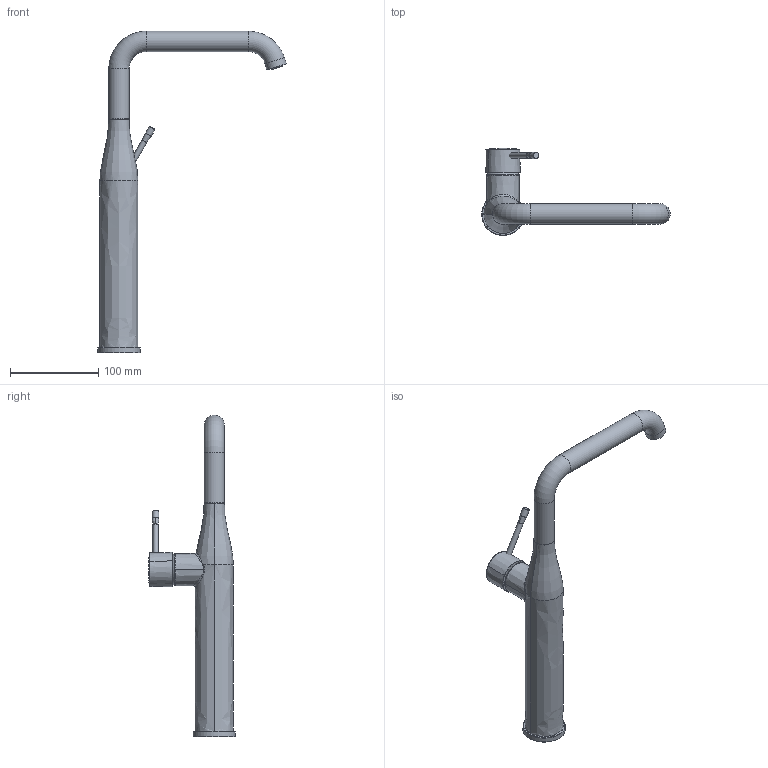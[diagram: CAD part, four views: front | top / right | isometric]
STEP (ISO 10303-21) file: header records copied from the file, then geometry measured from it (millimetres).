
FILE_DESCRIPTION(/* description */ ('Unknown'),/* implementation_level */ '2;1');
FILE_NAME(/* name */ '32901001',/* time_stamp */ '2022-08-29T09:14:46+02:00',/* author */ ('Unknown'),/* organization */ ('GROHE AG'),/* preprocessor_version */ 'ST-DEVELOPER v16.7',/* originating_system */ 'DEX',/* authorisation */ $);
FILE_SCHEMA (('AUTOMOTIVE_DESIGN {1 0 10303 214 3 1 1}'));
Length unit declared in the file: millimetre
Products named in the file (6): 32901001; id50; 140311 EssPu_Basin Vessel Body-20mm; 42.0251.01000 for customer; A4286221-2
Assembly tree (5 placements, depth 2):
  32901001
    32901001
    id50
    140311 EssPu_Basin Vessel Body-20mm
    42.0251.01000 for customer
    A4286221-2
Bounding box: 213.21 x 98.34 x 363.6 mm (x, y, z)
Volume: 142797 mm3; surface area: 66412.2 mm2
Topology: 2 solids, 15 shells, 53 faces, 164 edges, 126 vertices
Faces by surface type: bspline 23, plane 15, torus 7, cylinder 5, cone 2, sphere 1
Full cylindrical faces by diameter (mm): 6 x1, 7.364 x1, 23 x3
Entity records: 4315 total; most frequent: CARTESIAN_POINT 2685, DIRECTION 224, ORIENTED_EDGE 212, EDGE_CURVE 141, VERTEX_POINT 119, AXIS2_PLACEMENT_3D 97, EDGE_LOOP 69, FACE_BOUND 69
